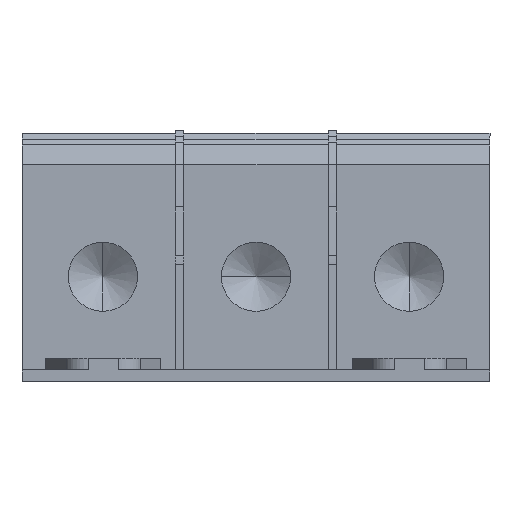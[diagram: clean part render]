
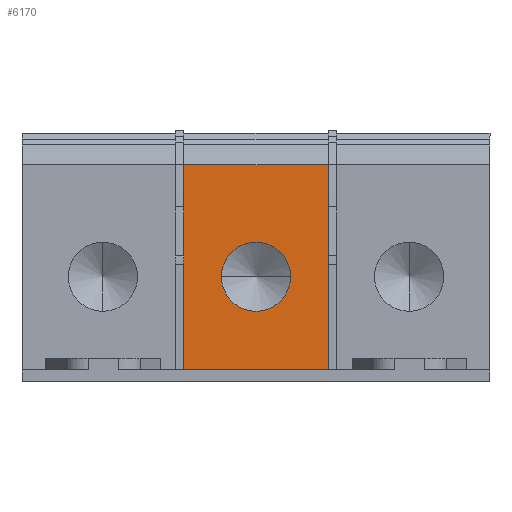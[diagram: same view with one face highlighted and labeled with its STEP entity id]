
A CAD part, left-side view. The second image highlights one B-rep face of the part: STEP entity #6170.
In plain terms, the highlighted planar face has unit normal (-1, 0, 0).
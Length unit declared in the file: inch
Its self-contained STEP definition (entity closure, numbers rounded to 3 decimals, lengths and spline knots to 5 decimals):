
#254 = EDGE_CURVE ( 'NONE', #17570, #5170, #6187, .T. ) ;
#322 = DIRECTION ( 'NONE',  ( 0., 0., 1. ) ) ;
#723 = CARTESIAN_POINT ( 'NONE',  ( -1.93898, 1.57677, 0.70669 ) ) ;
#1037 = ORIENTED_EDGE ( 'NONE', *, *, #15711, .T. ) ;
#1540 = CIRCLE ( 'NONE', #16033, 0.23297 ) ;
#1681 = CARTESIAN_POINT ( 'NONE',  ( -1.93898, 1.3438, 0.70669 ) ) ;
#3148 = CARTESIAN_POINT ( 'NONE',  ( -1.93898, 1.57677, 0.70866 ) ) ;
#3277 = VECTOR ( 'NONE', #17816, 39.37008 ) ;
#3850 = CARTESIAN_POINT ( 'NONE',  ( -1.93898, 2.06299, 0.07874 ) ) ;
#3877 = VERTEX_POINT ( 'NONE', #11821 ) ;
#3893 = EDGE_CURVE ( 'NONE', #19269, #11936, #15133, .T. ) ;
#3899 = AXIS2_PLACEMENT_3D ( 'NONE', #3148, #4439, #7589 ) ;
#3974 = VECTOR ( 'NONE', #20084, 39.37008 ) ;
#4010 = DIRECTION ( 'NONE',  ( 1., 0., 0. ) ) ;
#4022 = CARTESIAN_POINT ( 'NONE',  ( -1.93898, 1.80974, 0.70669 ) ) ;
#4439 = DIRECTION ( 'NONE',  ( -1., 0., 0. ) ) ;
#5170 = VERTEX_POINT ( 'NONE', #14643 ) ;
#5357 = ORIENTED_EDGE ( 'NONE', *, *, #254, .T. ) ;
#6170 = ADVANCED_FACE ( 'NONE', ( #6313, #13934 ), #9504, .T. ) ;
#6187 = LINE ( 'NONE', #11366, #3277 ) ;
#6313 = FACE_BOUND ( 'NONE', #19855, .T. ) ;
#6418 = DIRECTION ( 'NONE',  ( 1., 0., 0. ) ) ;
#7072 = CARTESIAN_POINT ( 'NONE',  ( -1.93898, 2.06299, 1.52972 ) ) ;
#7589 = DIRECTION ( 'NONE',  ( 0., 0., 1. ) ) ;
#7879 = ORIENTED_EDGE ( 'NONE', *, *, #3893, .T. ) ;
#9504 = PLANE ( 'NONE',  #3899 ) ;
#9774 = ORIENTED_EDGE ( 'NONE', *, *, #15960, .F. ) ;
#10315 = DIRECTION ( 'NONE',  ( 0., 1., 0. ) ) ;
#11165 = VECTOR ( 'NONE', #10315, 39.37008 ) ;
#11366 = CARTESIAN_POINT ( 'NONE',  ( -1.93898, 1.57677, 1.46063 ) ) ;
#11642 = EDGE_LOOP ( 'NONE', ( #9774, #1037, #5357, #15725 ) ) ;
#11821 = CARTESIAN_POINT ( 'NONE',  ( -1.93898, 1.09055, 0.07874 ) ) ;
#11936 = VERTEX_POINT ( 'NONE', #1681 ) ;
#12038 = LINE ( 'NONE', #7072, #3974 ) ;
#12702 = CARTESIAN_POINT ( 'NONE',  ( -1.93898, 1.09055, 1.46063 ) ) ;
#12964 = DIRECTION ( 'NONE',  ( 0., -1., 0. ) ) ;
#13369 = LINE ( 'NONE', #19832, #11165 ) ;
#13859 = VECTOR ( 'NONE', #322, 39.37008 ) ;
#13934 = FACE_OUTER_BOUND ( 'NONE', #11642, .T. ) ;
#13952 = VERTEX_POINT ( 'NONE', #3850 ) ;
#14451 = AXIS2_PLACEMENT_3D ( 'NONE', #723, #4010, #15290 ) ;
#14643 = CARTESIAN_POINT ( 'NONE',  ( -1.93898, 2.06299, 1.46063 ) ) ;
#14784 = CARTESIAN_POINT ( 'NONE',  ( -1.93898, 1.09055, 0.70866 ) ) ;
#15133 = CIRCLE ( 'NONE', #14451, 0.23297 ) ;
#15290 = DIRECTION ( 'NONE',  ( 0., -1., 0. ) ) ;
#15711 = EDGE_CURVE ( 'NONE', #3877, #17570, #17968, .T. ) ;
#15725 = ORIENTED_EDGE ( 'NONE', *, *, #19268, .F. ) ;
#15960 = EDGE_CURVE ( 'NONE', #3877, #13952, #13369, .T. ) ;
#16033 = AXIS2_PLACEMENT_3D ( 'NONE', #19230, #6418, #12964 ) ;
#17570 = VERTEX_POINT ( 'NONE', #12702 ) ;
#17816 = DIRECTION ( 'NONE',  ( 0., 1., 0. ) ) ;
#17968 = LINE ( 'NONE', #14784, #13859 ) ;
#17997 = EDGE_CURVE ( 'NONE', #11936, #19269, #1540, .T. ) ;
#19230 = CARTESIAN_POINT ( 'NONE',  ( -1.93898, 1.57677, 0.70669 ) ) ;
#19268 = EDGE_CURVE ( 'NONE', #13952, #5170, #12038, .T. ) ;
#19269 = VERTEX_POINT ( 'NONE', #4022 ) ;
#19832 = CARTESIAN_POINT ( 'NONE',  ( -1.93898, 2.59685, 0.07874 ) ) ;
#19855 = EDGE_LOOP ( 'NONE', ( #20160, #7879 ) ) ;
#20084 = DIRECTION ( 'NONE',  ( 0., 0., 1. ) ) ;
#20160 = ORIENTED_EDGE ( 'NONE', *, *, #17997, .T. ) ;
